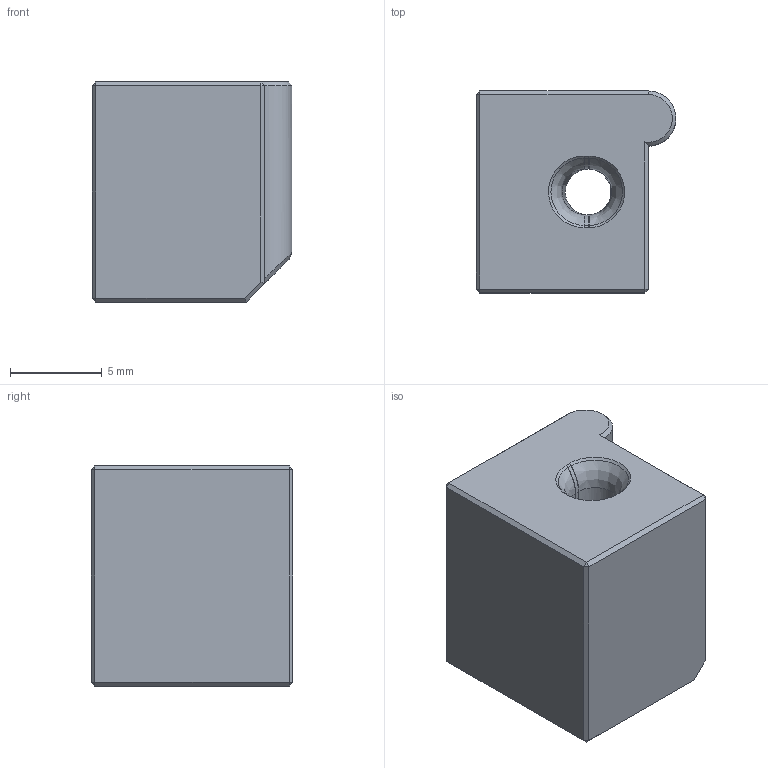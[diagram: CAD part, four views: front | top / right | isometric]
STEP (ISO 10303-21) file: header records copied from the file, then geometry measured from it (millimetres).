
FILE_DESCRIPTION(/* description */ (''),/* implementation_level */ '2;1');
FILE_NAME(/* name */ 'adapter-printer-mmu2s.stp',/* time_stamp */ '2020-11-25T13:15:35+01:00',/* author */ ('PR'),/* organization */ (''),/* preprocessor_version */ 'ST-DEVELOPER v18.1',/* originating_system */ 'Autodesk Inventor 2021',/* authorisation */ '');
FILE_SCHEMA (('AUTOMOTIVE_DESIGN { 1 0 10303 214 3 1 1 }'));
Length unit declared in the file: millimetre
Products named in the file (1): mk3ss-insert-std
Bounding box: 10.9 x 11 x 12 mm (x, y, z)
Volume: 1201 mm3; surface area: 779.6 mm2
Topology: 1 solids, 1 shells, 64 faces, 145 edges, 83 vertices
Faces by surface type: bspline 38, plane 24, cone 1, cylinder 1
Entity records: 2581 total; most frequent: CARTESIAN_POINT 1317, ORIENTED_EDGE 290, DIRECTION 163, EDGE_CURVE 145, VERTEX_POINT 83, EDGE_LOOP 66, LINE 65, VECTOR 65
